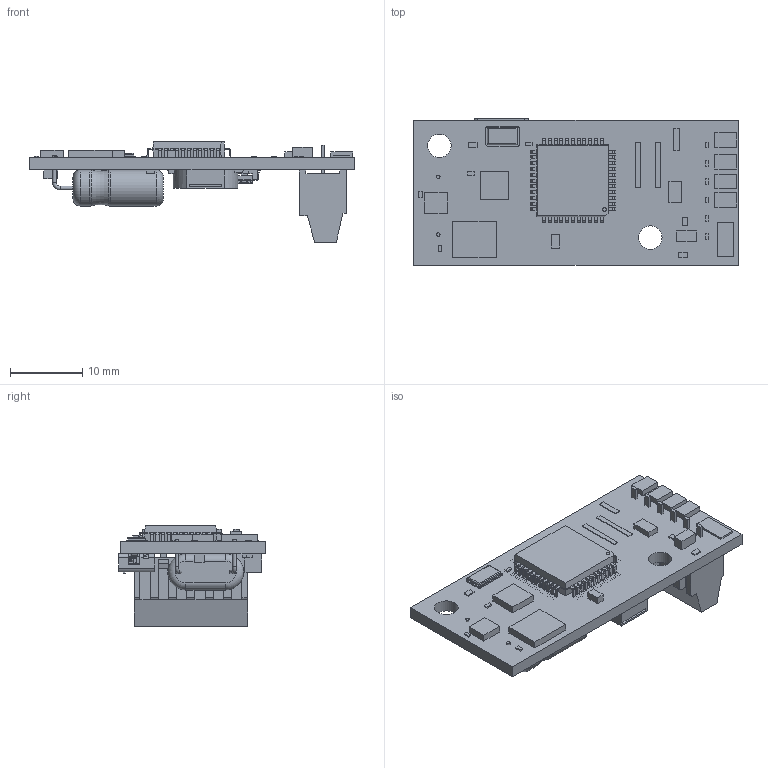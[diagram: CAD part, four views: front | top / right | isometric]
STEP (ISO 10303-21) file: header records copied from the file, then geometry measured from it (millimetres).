
FILE_DESCRIPTION(/* description */ (''),/* implementation_level */ '2;1');
FILE_NAME(/* name */ 'Raven 4 v9.step',/* time_stamp */ '2022-12-06T13:54:21-07:00',/* author */ (''),/* organization */ (''),/* preprocessor_version */ 'ST-DEVELOPER v19.2',/* originating_system */ 'Autodesk Translation Framework v11.17.0.187',/* authorisation */ '');
FILE_SCHEMA (('AUTOMOTIVE_DESIGN { 1 0 10303 214 3 1 1 }'));
Length unit declared in the file: inch
Products named in the file (27): Raven 4; PCB; TL6330AF200Q; 2134536-2; smt-1127-s-r; 282834-6--3DModel-STEP-1; Cap Electrolytic; 44Q_PQFP_MODEL; 44Q_TQFP_BODY; 44Q_PIN23; 44Q_PIN44; 1; 2; 3; 4; 6; 5; 7; 8; 9; 10; 11; 12; 13; 14; 16; 15
Assembly tree (78 placements, depth 3):
  Raven 4
    PCB
    TL6330AF200Q
    2134536-2
    smt-1127-s-r
    282834-6--3DModel-STEP-1
    Cap Electrolytic
    44Q_PQFP_MODEL
      44Q_PIN23  x22
      44Q_PIN44  x22
      44Q_TQFP_BODY
    1  x4
    2
    3
    4
    5  x2
    6
    7
    8
    9
    10
    11
      13
    12  x3
    13  x3
    14
    15  x2
    16
Bounding box: 44.96 x 20.26 x 13.9 mm (x, y, z)
Volume: 3368 mm3; surface area: 4670.9 mm2
Topology: 81 solids, 81 shells, 1900 faces, 4862 edges, 3132 vertices
Faces by surface type: plane 1471, cylinder 399, torus 22, cone 4, bspline 4
Full cylindrical faces by diameter (mm): 0.5 x5, 0.7 x2, 0.9 x1, 2.1 x6, 3.251 x2
Entity records: 39097 total; most frequent: CARTESIAN_POINT 6844, ORIENTED_EDGE 6452, DIRECTION 6436, EDGE_CURVE 3226, LINE 2688, VECTOR 2688, VERTEX_POINT 2044, AXIS2_PLACEMENT_3D 1874
